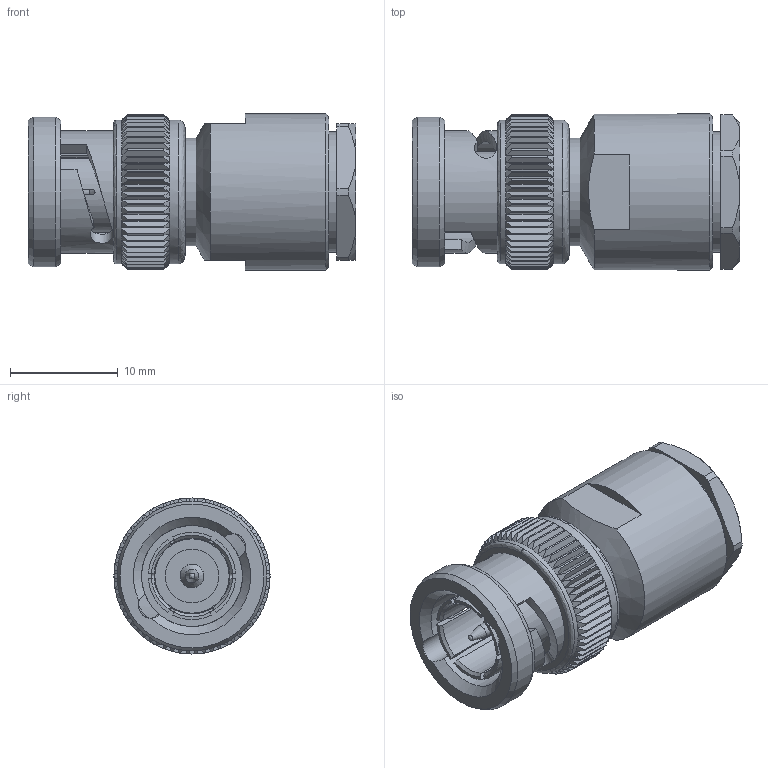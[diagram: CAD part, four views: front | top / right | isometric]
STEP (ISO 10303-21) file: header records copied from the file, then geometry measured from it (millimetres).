
FILE_DESCRIPTION (( 'STEP AP203' ), '1' );
FILE_NAME ('PE4597.step', '2020-04-14T16:10:55', ( '' ), ( '' ), 'SwSTEP 2.0', 'SolidWorks 2018', '' );
FILE_SCHEMA (( 'CONFIG_CONTROL_DESIGN' ));
Length unit declared in the file: inch
Products named in the file (1): PE4597
Bounding box: 30.48 x 14.52 x 14.52 mm (x, y, z)
Volume: 3130.1 mm3; surface area: 3136.7 mm2
Topology: 2 solids, 3 shells, 440 faces, 1008 edges, 585 vertices
Faces by surface type: plane 174, cone 148, cylinder 105, bspline 13
Full cylindrical faces by diameter (mm): 0.711 x1, 1.016 x1, 1.092 x1, 1.27 x2, 1.627 x1, 2.054 x1, 2.184 x1, 2.212 x1, 2.489 x1, 3.81 x1, 5.004 x1, 6.904 x1, 7.057 x1, 7.501 x1, 8.814 x1, 9.395 x1, 9.991 x1, 11.227 x1, 11.395 x1, 11.515 x1, 13.38 x2, 13.922 x1, 14.516 x1
Entity records: 13925 total; most frequent: CARTESIAN_POINT 4654, ORIENTED_EDGE 1922, DIRECTION 1846, EDGE_CURVE 961, AXIS2_PLACEMENT_3D 779, VERTEX_POINT 573, EDGE_LOOP 494, FACE_OUTER_BOUND 465
